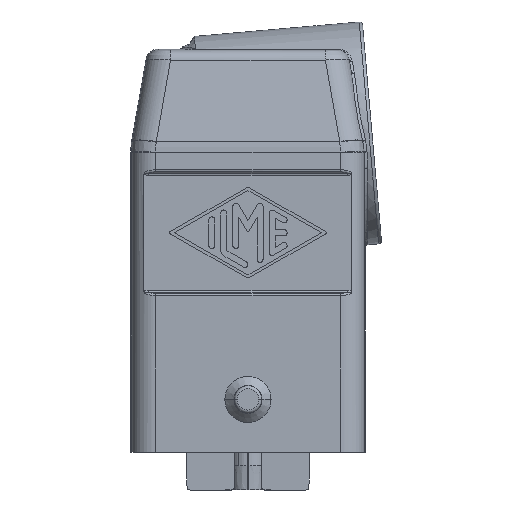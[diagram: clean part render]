
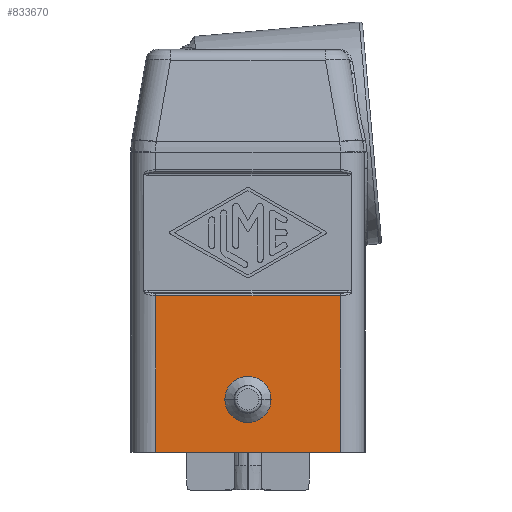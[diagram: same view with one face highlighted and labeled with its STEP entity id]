
A CAD part, left-side view. The second image highlights one B-rep face of the part: STEP entity #833670.
In plain terms, the highlighted planar face has unit normal (-1, 0, 0).
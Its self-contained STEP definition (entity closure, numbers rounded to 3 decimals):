
#5910=CARTESIAN_POINT('',(36.582,40.612,
83.4));
#5920=VERTEX_POINT('',#5910);
#6580=CARTESIAN_POINT('',(36.582,71.297,
83.4));
#6590=VERTEX_POINT('',#6580);
#6620=CARTESIAN_POINT('',(36.582,37.955,83.4));
#6630=DIRECTION('',(0.,1.,0.));
#6640=VECTOR('',#6630,1.);
#6650=LINE('',#6620,#6640);
#6660=EDGE_CURVE('',#5920,#6590,#6650,.T.);
#820940=CARTESIAN_POINT('',(36.582,36.455,83.4)
);
#820950=DIRECTION('',(-1.,0.,0.));
#820960=DIRECTION('',(0.,-1.,0.));
#820970=AXIS2_PLACEMENT_3D('',#820940,#820950,#820960);
#820980=PLANE('',#820970);
#820990=CARTESIAN_POINT('',(36.582,40.612,
83.4));
#821000=DIRECTION('',(0.,0.,1.));
#821010=VECTOR('',#821000,1.);
#821020=LINE('',#820990,#821010);
#821170=CARTESIAN_POINT('',(36.582,71.297,
83.4));
#821180=DIRECTION('',(0.,0.,1.));
#821190=VECTOR('',#821180,1.);
#821200=LINE('',#821170,#821190);
#824480=CARTESIAN_POINT('',(36.582,40.612,
109.443));
#824490=VERTEX_POINT('',#824480);
#824500=EDGE_CURVE('',#5920,#824490,#821020,.T.);
#833380=CARTESIAN_POINT('',(36.582,55.955,
92.2));
#833390=DIRECTION('',(1.,0.,0.));
#833400=DIRECTION('',(0.,1.,0.));
#833410=AXIS2_PLACEMENT_3D('',#833380,#833390,#833400);
#833420=CIRCLE('',#833410,3.838);
#833430=CARTESIAN_POINT('',(36.582,52.116,
92.2));
#833440=VERTEX_POINT('',#833430);
#833450=CARTESIAN_POINT('',(36.582,59.793,
92.2));
#833460=VERTEX_POINT('',#833450);
#833470=EDGE_CURVE('',#833440,#833460,#833420,.T.);
#833480=ORIENTED_EDGE('',*,*,#833470,.T.);
#833490=EDGE_CURVE('',#833460,#833440,#833420,.T.);
#833500=ORIENTED_EDGE('',*,*,#833490,.T.);
#833510=EDGE_LOOP('',(#833500,#833480));
#833520=FACE_BOUND('',#833510,.T.);
#833530=ORIENTED_EDGE('',*,*,#824500,.T.);
#833540=ORIENTED_EDGE('',*,*,#6660,.F.);
#833550=CARTESIAN_POINT('',(36.582,71.297,
109.443));
#833560=VERTEX_POINT('',#833550);
#833570=EDGE_CURVE('',#6590,#833560,#821200,.T.);
#833580=ORIENTED_EDGE('',*,*,#833570,.F.);
#833590=CARTESIAN_POINT('',(36.582,37.955,109.443)
);
#833600=DIRECTION('',(0.,1.,0.));
#833610=VECTOR('',#833600,1.);
#833620=LINE('',#833590,#833610);
#833630=EDGE_CURVE('',#824490,#833560,#833620,.T.);
#833640=ORIENTED_EDGE('',*,*,#833630,.T.);
#833650=EDGE_LOOP('',(#833640,#833580,#833540,#833530));
#833660=FACE_OUTER_BOUND('',#833650,.T.);
#833670=ADVANCED_FACE('',(#833520,#833660),#820980,.T.);
